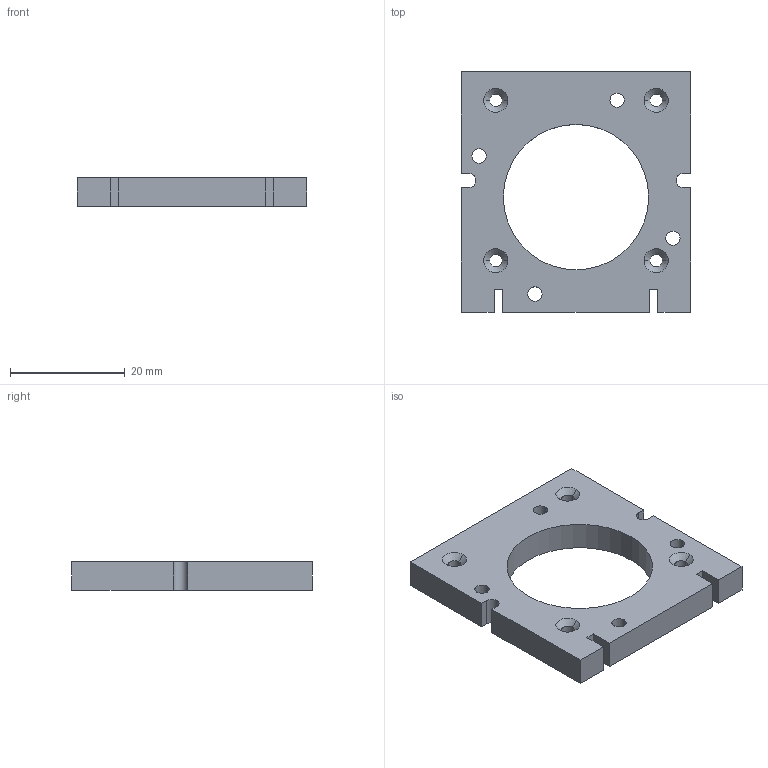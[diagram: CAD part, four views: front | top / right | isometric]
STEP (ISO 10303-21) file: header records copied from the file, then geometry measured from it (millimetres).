
FILE_DESCRIPTION (( 'STEP AP214' ), '1' );
FILE_NAME ('adapter plate - Part 1.STEP', '2025-11-09T13:19:48', ( '' ), ( '' ), 'SwSTEP 2.0', 'SolidWorks 2023', '' );
FILE_SCHEMA (( 'AUTOMOTIVE_DESIGN' ));
Length unit declared in the file: millimetre
Products named in the file (1): adapter plate - Part 1
Bounding box: 40 x 42 x 5 mm (x, y, z)
Volume: 5556.5 mm3; surface area: 3852.4 mm2
Topology: 1 solids, 1 shells, 49 faces, 133 edges, 86 vertices
Faces by surface type: cylinder 21, plane 20, cone 8
Entity records: 1612 total; most frequent: DIRECTION 283, CARTESIAN_POINT 269, ORIENTED_EDGE 266, EDGE_CURVE 133, AXIS2_PLACEMENT_3D 100, VERTEX_POINT 86, VECTOR 83, LINE 83
